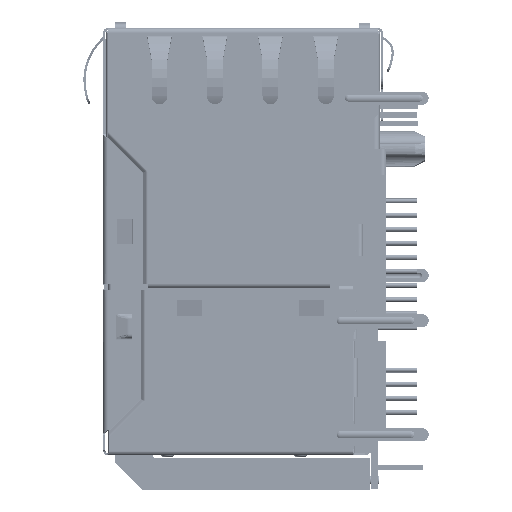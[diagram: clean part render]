
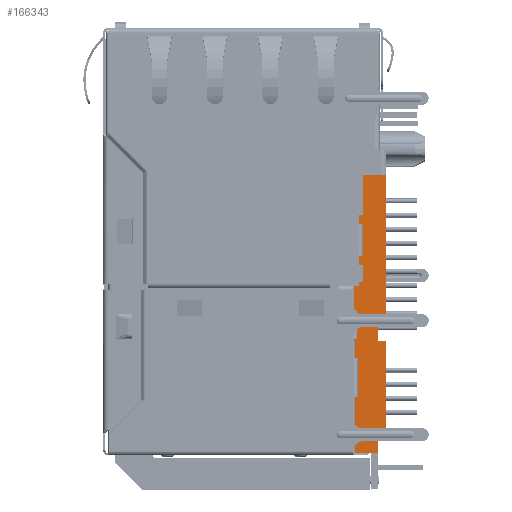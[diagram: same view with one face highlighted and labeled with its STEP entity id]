
A CAD part, left-side view. The second image highlights one B-rep face of the part: STEP entity #166343.
In plain terms, the highlighted planar face has unit normal (-1, 0, 0).
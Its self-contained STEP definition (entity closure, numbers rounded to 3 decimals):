
#26694=DIRECTION('',(0.,-1.,0.));
#26695=VECTOR('',#26694,0.1);
#26696=CARTESIAN_POINT('',(0.8,6.455,-28.));
#26697=LINE('',#26696,#26695);
#26702=DIRECTION('',(0.,1.,0.));
#26703=VECTOR('',#26702,0.75);
#26704=CARTESIAN_POINT('',(0.8,3.5,-36.72));
#26705=LINE('',#26704,#26703);
#26706=DIRECTION('',(0.,0.,1.));
#26707=VECTOR('',#26706,10.05);
#26708=CARTESIAN_POINT('',(0.8,6.355,-38.05));
#26709=LINE('',#26708,#26707);
#26710=DIRECTION('',(0.,-1.,0.));
#26711=VECTOR('',#26710,2.455);
#26712=CARTESIAN_POINT('',(0.8,5.955,-13.));
#26713=LINE('',#26712,#26711);
#26714=DIRECTION('',(0.,1.,0.));
#26715=VECTOR('',#26714,0.75);
#26716=CARTESIAN_POINT('',(0.8,3.5,-26.735));
#26717=LINE('',#26716,#26715);
#26722=DIRECTION('',(0.,0.,1.));
#26723=VECTOR('',#26722,1.265);
#26724=CARTESIAN_POINT('',(0.8,4.25,-28.));
#26725=LINE('',#26724,#26723);
#26746=DIRECTION('',(0.,1.,0.));
#26747=VECTOR('',#26746,0.75);
#26748=CARTESIAN_POINT('',(0.8,3.5,-28.));
#26749=LINE('',#26748,#26747);
#26906=DIRECTION('',(0.,0.,1.));
#26907=VECTOR('',#26906,13.735);
#26908=CARTESIAN_POINT('',(0.8,3.5,-26.735));
#26909=LINE('',#26908,#26907);
#30251=DIRECTION('',(0.,-1.,0.));
#30252=VECTOR('',#30251,2.105);
#30253=CARTESIAN_POINT('',(0.8,6.355,-38.05));
#30254=LINE('',#30253,#30252);
#84544=DIRECTION('',(0.,0.,1.));
#84545=VECTOR('',#84544,1.33);
#84546=CARTESIAN_POINT('',(0.8,4.25,-38.05));
#84547=LINE('',#84546,#84545);
#84556=DIRECTION('',(0.,0.,1.));
#84557=VECTOR('',#84556,8.72);
#84558=CARTESIAN_POINT('',(0.8,3.5,-36.72));
#84559=LINE('',#84558,#84557);
#86801=DIRECTION('',(0.,0.,-1.));
#86802=VECTOR('',#86801,10.);
#86803=CARTESIAN_POINT('',(0.8,5.955,-13.));
#86804=LINE('',#86803,#86802);
#86809=DIRECTION('',(0.,1.,0.));
#86810=VECTOR('',#86809,0.5);
#86811=CARTESIAN_POINT('',(0.8,5.955,-23.));
#86812=LINE('',#86811,#86810);
#86821=DIRECTION('',(0.,0.,-1.));
#86822=VECTOR('',#86821,5.);
#86823=CARTESIAN_POINT('',(0.8,6.455,-23.));
#86824=LINE('',#86823,#86822);
#110055=CARTESIAN_POINT('',(0.8,6.355,-28.));
#110057=VERTEX_POINT('',#110055);
#110061=CARTESIAN_POINT('',(0.8,6.455,-28.));
#110062=VERTEX_POINT('',#110061);
#110063=CARTESIAN_POINT('',(0.8,6.355,-38.05));
#110064=VERTEX_POINT('',#110063);
#110071=CARTESIAN_POINT('',(0.8,4.25,-28.));
#110072=CARTESIAN_POINT('',(0.8,4.25,-26.735));
#110073=VERTEX_POINT('',#110071);
#110074=VERTEX_POINT('',#110072);
#110075=CARTESIAN_POINT('',(0.8,3.5,-28.));
#110076=VERTEX_POINT('',#110075);
#110077=CARTESIAN_POINT('',(0.8,3.5,-36.72));
#110078=VERTEX_POINT('',#110077);
#110079=CARTESIAN_POINT('',(0.8,4.25,-36.72));
#110080=VERTEX_POINT('',#110079);
#110081=CARTESIAN_POINT('',(0.8,4.25,-38.05));
#110082=VERTEX_POINT('',#110081);
#110083=CARTESIAN_POINT('',(0.8,6.455,-23.));
#110084=VERTEX_POINT('',#110083);
#110085=CARTESIAN_POINT('',(0.8,5.955,-23.));
#110086=VERTEX_POINT('',#110085);
#110087=CARTESIAN_POINT('',(0.8,5.955,-13.));
#110088=VERTEX_POINT('',#110087);
#110089=CARTESIAN_POINT('',(0.8,3.5,-13.));
#110090=VERTEX_POINT('',#110089);
#110091=CARTESIAN_POINT('',(0.8,3.5,-26.735));
#110092=VERTEX_POINT('',#110091);
#166310=CARTESIAN_POINT('',(0.8,4.703,-20.5));
#166311=DIRECTION('',(1.,0.,0.));
#166312=DIRECTION('',(0.,0.,-1.));
#166313=AXIS2_PLACEMENT_3D('',#166310,#166311,#166312);
#166314=PLANE('',#166313);
#166316=ORIENTED_EDGE('',*,*,#166315,.F.);
#166318=ORIENTED_EDGE('',*,*,#166317,.F.);
#166320=ORIENTED_EDGE('',*,*,#166319,.F.);
#166322=ORIENTED_EDGE('',*,*,#166321,.T.);
#166324=ORIENTED_EDGE('',*,*,#166323,.F.);
#166326=ORIENTED_EDGE('',*,*,#166325,.F.);
#166327=ORIENTED_EDGE('',*,*,#166297,.T.);
#166328=ORIENTED_EDGE('',*,*,#166286,.F.);
#166330=ORIENTED_EDGE('',*,*,#166329,.F.);
#166332=ORIENTED_EDGE('',*,*,#166331,.F.);
#166334=ORIENTED_EDGE('',*,*,#166333,.F.);
#166336=ORIENTED_EDGE('',*,*,#166335,.T.);
#166338=ORIENTED_EDGE('',*,*,#166337,.F.);
#166340=ORIENTED_EDGE('',*,*,#166339,.T.);
#166341=EDGE_LOOP('',(#166316,#166318,#166320,#166322,#166324,#166326,#166327,
#166328,#166330,#166332,#166334,#166336,#166338,#166340));
#166342=FACE_OUTER_BOUND('',#166341,.F.);
#166286=EDGE_CURVE('',#110062,#110057,#26697,.T.);
#166297=EDGE_CURVE('',#110064,#110057,#26709,.T.);
#166315=EDGE_CURVE('',#110073,#110074,#26725,.T.);
#166317=EDGE_CURVE('',#110076,#110073,#26749,.T.);
#166319=EDGE_CURVE('',#110078,#110076,#84559,.T.);
#166321=EDGE_CURVE('',#110078,#110080,#26705,.T.);
#166323=EDGE_CURVE('',#110082,#110080,#84547,.T.);
#166325=EDGE_CURVE('',#110064,#110082,#30254,.T.);
#166329=EDGE_CURVE('',#110084,#110062,#86824,.T.);
#166331=EDGE_CURVE('',#110086,#110084,#86812,.T.);
#166333=EDGE_CURVE('',#110088,#110086,#86804,.T.);
#166335=EDGE_CURVE('',#110088,#110090,#26713,.T.);
#166337=EDGE_CURVE('',#110092,#110090,#26909,.T.);
#166339=EDGE_CURVE('',#110092,#110074,#26717,.T.);
#166343=ADVANCED_FACE('',(#166342),#166314,.F.);
